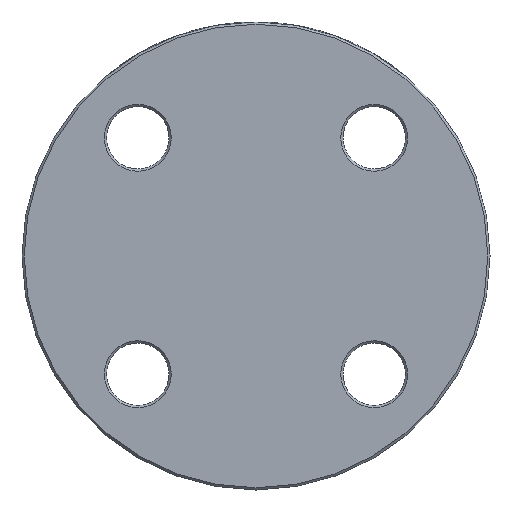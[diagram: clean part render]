
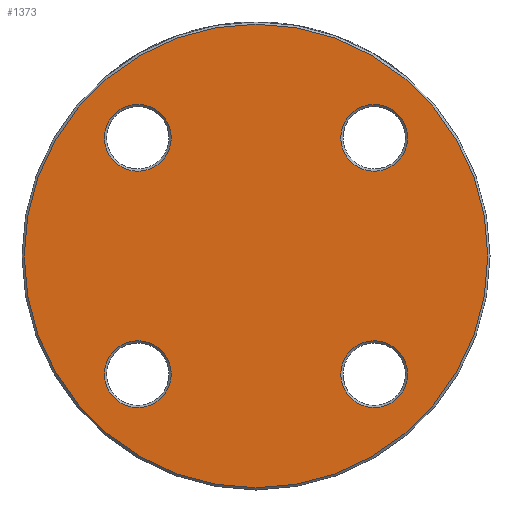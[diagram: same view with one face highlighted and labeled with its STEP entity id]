
A CAD part, left-side view. The second image highlights one B-rep face of the part: STEP entity #1373.
In plain terms, the highlighted planar face has unit normal (-1, 0, 0).
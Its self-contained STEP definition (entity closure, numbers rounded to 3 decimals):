
#152 = EDGE_CURVE ( 'NONE', #4527, #4527, #5299, .T. ) ;
#171 = FACE_BOUND ( 'NONE', #2103, .T. ) ;
#327 = PLANE ( 'NONE',  #1489 ) ;
#434 = DIRECTION ( 'NONE',  ( 0., 0., -1. ) ) ;
#580 = CARTESIAN_POINT ( 'NONE',  ( 0., 26.517, 19.017 ) ) ;
#811 = DIRECTION ( 'NONE',  ( 0., 0., -1. ) ) ;
#1029 = VERTEX_POINT ( 'NONE', #3656 ) ;
#1087 = AXIS2_PLACEMENT_3D ( 'NONE', #1825, #4913, #5856 ) ;
#1327 = EDGE_LOOP ( 'NONE', ( #6473 ) ) ;
#1373 = ADVANCED_FACE ( 'NONE', ( #5234, #2655, #2218, #171, #6346 ), #327, .F. ) ;
#1458 = CARTESIAN_POINT ( 'NONE',  ( 0., -26.517, -26.517 ) ) ;
#1489 = AXIS2_PLACEMENT_3D ( 'NONE', #5398, #5303, #811 ) ;
#1494 = DIRECTION ( 'NONE',  ( 0., 0., -1. ) ) ;
#1613 = CARTESIAN_POINT ( 'NONE',  ( 0., 26.517, -34.017 ) ) ;
#1800 = AXIS2_PLACEMENT_3D ( 'NONE', #2865, #4859, #3295 ) ;
#1825 = CARTESIAN_POINT ( 'NONE',  ( 0., 26.517, 26.517 ) ) ;
#2103 = EDGE_LOOP ( 'NONE', ( #2497 ) ) ;
#2218 = FACE_BOUND ( 'NONE', #3982, .T. ) ;
#2224 = AXIS2_PLACEMENT_3D ( 'NONE', #1458, #5630, #1494 ) ;
#2497 = ORIENTED_EDGE ( 'NONE', *, *, #2659, .T. ) ;
#2597 = VERTEX_POINT ( 'NONE', #5028 ) ;
#2631 = CARTESIAN_POINT ( 'NONE',  ( 0., -26.517, 19.017 ) ) ;
#2655 = FACE_BOUND ( 'NONE', #1327, .T. ) ;
#2659 = EDGE_CURVE ( 'NONE', #1029, #1029, #4873, .T. ) ;
#2849 = ORIENTED_EDGE ( 'NONE', *, *, #4843, .T. ) ;
#2860 = AXIS2_PLACEMENT_3D ( 'NONE', #6472, #4407, #6439 ) ;
#2865 = CARTESIAN_POINT ( 'NONE',  ( 0., -26.517, 26.517 ) ) ;
#3030 = EDGE_CURVE ( 'NONE', #5584, #5584, #5820, .T. ) ;
#3295 = DIRECTION ( 'NONE',  ( 0., 0., -1. ) ) ;
#3392 = CIRCLE ( 'NONE', #4148, 52. ) ;
#3656 = CARTESIAN_POINT ( 'NONE',  ( 0., -26.517, -34.017 ) ) ;
#3681 = ORIENTED_EDGE ( 'NONE', *, *, #4618, .T. ) ;
#3982 = EDGE_LOOP ( 'NONE', ( #4689 ) ) ;
#4148 = AXIS2_PLACEMENT_3D ( 'NONE', #5926, #5858, #434 ) ;
#4164 = VERTEX_POINT ( 'NONE', #1613 ) ;
#4407 = DIRECTION ( 'NONE',  ( 1., 0., 0. ) ) ;
#4524 = EDGE_LOOP ( 'NONE', ( #2849 ) ) ;
#4527 = VERTEX_POINT ( 'NONE', #580 ) ;
#4618 = EDGE_CURVE ( 'NONE', #4164, #4164, #5725, .T. ) ;
#4689 = ORIENTED_EDGE ( 'NONE', *, *, #3030, .T. ) ;
#4827 = EDGE_LOOP ( 'NONE', ( #3681 ) ) ;
#4843 = EDGE_CURVE ( 'NONE', #2597, #2597, #3392, .T. ) ;
#4859 = DIRECTION ( 'NONE',  ( 1., 0., 0. ) ) ;
#4873 = CIRCLE ( 'NONE', #2224, 7.5 ) ;
#4913 = DIRECTION ( 'NONE',  ( 1., 0., 0. ) ) ;
#5028 = CARTESIAN_POINT ( 'NONE',  ( 0., 0., -52. ) ) ;
#5234 = FACE_OUTER_BOUND ( 'NONE', #4524, .T. ) ;
#5299 = CIRCLE ( 'NONE', #1087, 7.5 ) ;
#5303 = DIRECTION ( 'NONE',  ( 1., 0., 0. ) ) ;
#5398 = CARTESIAN_POINT ( 'NONE',  ( 0., 0., 0. ) ) ;
#5584 = VERTEX_POINT ( 'NONE', #2631 ) ;
#5630 = DIRECTION ( 'NONE',  ( 1., 0., 0. ) ) ;
#5725 = CIRCLE ( 'NONE', #2860, 7.5 ) ;
#5820 = CIRCLE ( 'NONE', #1800, 7.5 ) ;
#5856 = DIRECTION ( 'NONE',  ( 0., 0., -1. ) ) ;
#5858 = DIRECTION ( 'NONE',  ( -1., 0., 0. ) ) ;
#5926 = CARTESIAN_POINT ( 'NONE',  ( 0., 0., 0. ) ) ;
#6346 = FACE_BOUND ( 'NONE', #4827, .T. ) ;
#6439 = DIRECTION ( 'NONE',  ( 0., 0., -1. ) ) ;
#6472 = CARTESIAN_POINT ( 'NONE',  ( 0., 26.517, -26.517 ) ) ;
#6473 = ORIENTED_EDGE ( 'NONE', *, *, #152, .T. ) ;
